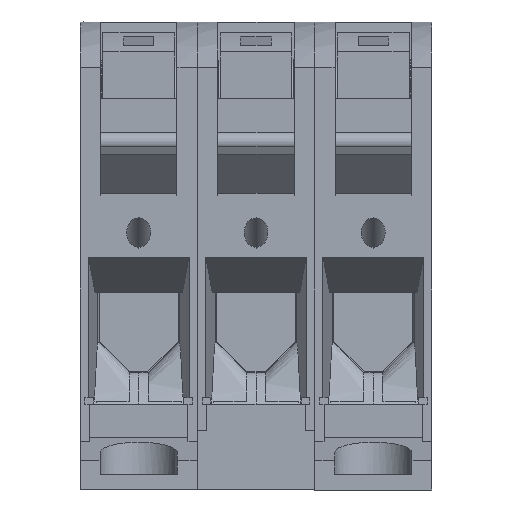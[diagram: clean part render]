
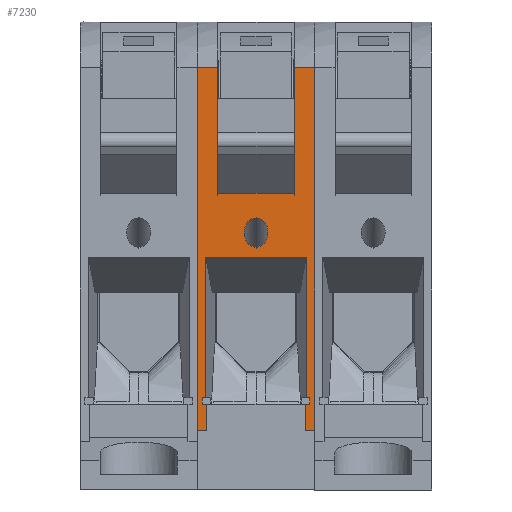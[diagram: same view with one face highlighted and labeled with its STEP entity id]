
A CAD part, front view. The second image highlights one B-rep face of the part: STEP entity #7230.
In plain terms, the highlighted face is planar.
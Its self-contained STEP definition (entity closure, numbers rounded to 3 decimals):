
#4440=CARTESIAN_POINT('',(-46.016,-81.617,
0.));
#4450=VERTEX_POINT('',#4440);
#4870=CARTESIAN_POINT('',(-46.016,-81.617,
25.));
#4880=DIRECTION('',(0.,0.,-1.));
#4890=VECTOR('',#4880,1.);
#4900=LINE('',#4870,#4890);
#4910=CARTESIAN_POINT('',(-46.016,-81.617,
4.35));
#4920=VERTEX_POINT('',#4910);
#4930=EDGE_CURVE('',#4920,#4450,#4900,.T.);
#5170=CARTESIAN_POINT('',(-46.016,-81.617,
20.65));
#5180=VERTEX_POINT('',#5170);
#5210=CARTESIAN_POINT('',(-46.016,-81.617,
25.));
#5220=VERTEX_POINT('',#5210);
#5230=EDGE_CURVE('',#5220,#5180,#4900,.T.);
#5510=CARTESIAN_POINT('',(-46.016,-81.617,
25.));
#5520=DIRECTION('',(1.,0.,0.));
#5530=DIRECTION('',(0.,-1.,0.));
#5540=AXIS2_PLACEMENT_3D('',#5510,#5520,#5530);
#5550=PLANE('',#5540);
#5560=CARTESIAN_POINT('',(-46.016,-46.436,
12.5));
#5570=DIRECTION('',(1.,0.,0.));
#5580=DIRECTION('',(0.,-1.,0.));
#5590=AXIS2_PLACEMENT_3D('',#5560,#5570,#5580);
#5600=ELLIPSE('',#5590,3.113,2.55);
#5610=CARTESIAN_POINT('',(-46.016,-43.323,
12.5));
#5620=VERTEX_POINT('',#5610);
#5630=CARTESIAN_POINT('',(-46.016,-49.549,
12.5));
#5640=VERTEX_POINT('',#5630);
#5650=EDGE_CURVE('',#5620,#5640,#5600,.T.);
#5660=ORIENTED_EDGE('',*,*,#5650,.T.);
#5670=CARTESIAN_POINT('',(-46.016,-49.495,
12.025));
#5680=VERTEX_POINT('',#5670);
#5690=EDGE_CURVE('',#5680,#5620,#5600,.T.);
#5700=ORIENTED_EDGE('',*,*,#5690,.T.);
#5710=EDGE_CURVE('',#5640,#5680,#5600,.T.);
#5720=ORIENTED_EDGE('',*,*,#5710,.T.);
#5730=EDGE_LOOP('',(#5720,#5700,#5660));
#5740=FACE_BOUND('',#5730,.T.);
#5750=CARTESIAN_POINT('',(-46.016,-49.182,
0.));
#5760=DIRECTION('',(0.,-1.,0.));
#5770=VECTOR('',#5760,1.);
#5780=LINE('',#5750,#5770);
#5790=CARTESIAN_POINT('',(-46.016,-4.161,
0.));
#5800=VERTEX_POINT('',#5790);
#5810=CARTESIAN_POINT('',(-46.016,-5.561,
0.));
#5820=VERTEX_POINT('',#5810);
#5830=EDGE_CURVE('',#5800,#5820,#5780,.T.);
#5840=ORIENTED_EDGE('',*,*,#5830,.T.);
#5850=CARTESIAN_POINT('',(-46.016,-4.161,
-23.));
#5860=DIRECTION('',(0.,0.,1.));
#5870=VECTOR('',#5860,1.);
#5880=LINE('',#5850,#5870);
#5890=CARTESIAN_POINT('',(-46.016,-4.161,
2.));
#5900=VERTEX_POINT('',#5890);
#5910=EDGE_CURVE('',#5800,#5900,#5880,.T.);
#5920=ORIENTED_EDGE('',*,*,#5910,.F.);
#5930=CARTESIAN_POINT('',(-46.016,0.,
2.));
#5940=DIRECTION('',(0.,1.,0.));
#5950=VECTOR('',#5940,1.);
#5960=LINE('',#5930,#5950);
#5970=CARTESIAN_POINT('',(-46.016,-9.846,
2.));
#5980=VERTEX_POINT('',#5970);
#5990=EDGE_CURVE('',#5980,#5900,#5960,.T.);
#6000=ORIENTED_EDGE('',*,*,#5990,.T.);
#6010=CARTESIAN_POINT('',(-46.016,-9.846,
25.));
#6020=DIRECTION('',(0.,0.,-1.));
#6030=VECTOR('',#6020,1.);
#6040=LINE('',#6010,#6030);
#6050=CARTESIAN_POINT('',(-46.016,-9.846,
1.));
#6060=VERTEX_POINT('',#6050);
#6070=EDGE_CURVE('',#5980,#6060,#6040,.T.);
#6080=ORIENTED_EDGE('',*,*,#6070,.F.);
#6090=CARTESIAN_POINT('',(-46.016,0.,
1.));
#6100=DIRECTION('',(0.,-1.,0.));
#6110=VECTOR('',#6100,1.);
#6120=LINE('',#6090,#6110);
#6130=CARTESIAN_POINT('',(-46.016,-11.246,
1.));
#6140=VERTEX_POINT('',#6130);
#6150=EDGE_CURVE('',#6060,#6140,#6120,.T.);
#6160=ORIENTED_EDGE('',*,*,#6150,.F.);
#6170=CARTESIAN_POINT('',(-46.016,-11.246,
25.));
#6180=DIRECTION('',(0.,0.,-1.));
#6190=VECTOR('',#6180,1.);
#6200=LINE('',#6170,#6190);
#6210=CARTESIAN_POINT('',(-46.016,-11.246,
1.757));
#6220=VERTEX_POINT('',#6210);
#6230=EDGE_CURVE('',#6220,#6140,#6200,.T.);
#6240=ORIENTED_EDGE('',*,*,#6230,.T.);
#6250=CARTESIAN_POINT('',(-46.016,0.,
1.757));
#6260=DIRECTION('',(0.,1.,0.));
#6270=VECTOR('',#6260,1.);
#6280=LINE('',#6250,#6270);
#6290=CARTESIAN_POINT('',(-46.016,-41.126,
1.757));
#6300=VERTEX_POINT('',#6290);
#6310=EDGE_CURVE('',#6300,#6220,#6280,.T.);
#6320=ORIENTED_EDGE('',*,*,#6310,.T.);
#6330=CARTESIAN_POINT('',(-46.016,-41.126,
25.));
#6340=DIRECTION('',(0.,0.,-1.));
#6350=VECTOR('',#6340,1.);
#6360=LINE('',#6330,#6350);
#6370=CARTESIAN_POINT('',(-46.016,-41.126,
23.243));
#6380=VERTEX_POINT('',#6370);
#6390=EDGE_CURVE('',#6380,#6300,#6360,.T.);
#6400=ORIENTED_EDGE('',*,*,#6390,.T.);
#6410=CARTESIAN_POINT('',(-46.016,0.,
23.243));
#6420=DIRECTION('',(0.,1.,0.));
#6430=VECTOR('',#6420,1.);
#6440=LINE('',#6410,#6430);
#6450=CARTESIAN_POINT('',(-46.016,-11.246,
23.243));
#6460=VERTEX_POINT('',#6450);
#6470=EDGE_CURVE('',#6380,#6460,#6440,.T.);
#6480=ORIENTED_EDGE('',*,*,#6470,.F.);
#6490=CARTESIAN_POINT('',(-46.016,-11.246,
25.));
#6500=DIRECTION('',(0.,0.,-1.));
#6510=VECTOR('',#6500,1.);
#6520=LINE('',#6490,#6510);
#6530=CARTESIAN_POINT('',(-46.016,-11.246,
24.));
#6540=VERTEX_POINT('',#6530);
#6550=EDGE_CURVE('',#6540,#6460,#6520,.T.);
#6560=ORIENTED_EDGE('',*,*,#6550,.T.);
#6570=CARTESIAN_POINT('',(-46.016,0.,
24.));
#6580=DIRECTION('',(0.,-1.,0.));
#6590=VECTOR('',#6580,1.);
#6600=LINE('',#6570,#6590);
#6610=CARTESIAN_POINT('',(-46.016,-9.846,
24.));
#6620=VERTEX_POINT('',#6610);
#6630=EDGE_CURVE('',#6620,#6540,#6600,.T.);
#6640=ORIENTED_EDGE('',*,*,#6630,.T.);
#6650=CARTESIAN_POINT('',(-46.016,-9.846,
23.));
#6660=VERTEX_POINT('',#6650);
#6670=EDGE_CURVE('',#6620,#6660,#6040,.T.);
#6680=ORIENTED_EDGE('',*,*,#6670,.F.);
#6690=CARTESIAN_POINT('',(-46.016,0.,
23.));
#6700=DIRECTION('',(0.,1.,0.));
#6710=VECTOR('',#6700,1.);
#6720=LINE('',#6690,#6710);
#6730=CARTESIAN_POINT('',(-46.016,-4.161,
23.));
#6740=VERTEX_POINT('',#6730);
#6750=EDGE_CURVE('',#6660,#6740,#6720,.T.);
#6760=ORIENTED_EDGE('',*,*,#6750,.F.);
#6770=CARTESIAN_POINT('',(-46.016,-4.161,
2.));
#6780=DIRECTION('',(0.,0.,1.));
#6790=VECTOR('',#6780,1.);
#6800=LINE('',#6770,#6790);
#6810=CARTESIAN_POINT('',(-46.016,-4.161,
25.));
#6820=VERTEX_POINT('',#6810);
#6830=EDGE_CURVE('',#6740,#6820,#6800,.T.);
#6840=ORIENTED_EDGE('',*,*,#6830,.F.);
#6850=CARTESIAN_POINT('',(-46.016,-49.182,
25.));
#6860=DIRECTION('',(0.,-1.,0.));
#6870=VECTOR('',#6860,1.);
#6880=LINE('',#6850,#6870);
#6890=EDGE_CURVE('',#6820,#5220,#6880,.T.);
#6900=ORIENTED_EDGE('',*,*,#6890,.F.);
#6910=ORIENTED_EDGE('',*,*,#5230,.F.);
#6920=CARTESIAN_POINT('',(-46.016,0.,
20.65));
#6930=DIRECTION('',(0.,1.,0.));
#6940=VECTOR('',#6930,1.);
#6950=LINE('',#6920,#6940);
#6960=CARTESIAN_POINT('',(-46.016,-54.848,
20.65));
#6970=VERTEX_POINT('',#6960);
#6980=EDGE_CURVE('',#5180,#6970,#6950,.T.);
#6990=ORIENTED_EDGE('',*,*,#6980,.F.);
#7000=CARTESIAN_POINT('',(-46.016,-54.848,
25.));
#7010=DIRECTION('',(0.,0.,1.));
#7020=VECTOR('',#7010,1.);
#7030=LINE('',#7000,#7020);
#7040=CARTESIAN_POINT('',(-46.016,-54.848,
4.35));
#7050=VERTEX_POINT('',#7040);
#7060=EDGE_CURVE('',#7050,#6970,#7030,.T.);
#7070=ORIENTED_EDGE('',*,*,#7060,.T.);
#7080=CARTESIAN_POINT('',(-46.016,0.,
4.35));
#7090=DIRECTION('',(0.,-1.,0.));
#7100=VECTOR('',#7090,1.);
#7110=LINE('',#7080,#7100);
#7120=EDGE_CURVE('',#7050,#4920,#7110,.T.);
#7130=ORIENTED_EDGE('',*,*,#7120,.F.);
#7140=ORIENTED_EDGE('',*,*,#4930,.F.);
#7150=CARTESIAN_POINT('',(-46.016,-49.182,
0.));
#7160=DIRECTION('',(0.,-1.,0.));
#7170=VECTOR('',#7160,1.);
#7180=LINE('',#7150,#7170);
#7190=EDGE_CURVE('',#5820,#4450,#7180,.T.);
#7200=ORIENTED_EDGE('',*,*,#7190,.T.);
#7210=EDGE_LOOP('',(#7200,#7140,#7130,#7070,#6990,#6910,#6900,#6840,
#6760,#6680,#6640,#6560,#6480,#6400,#6320,#6240,#6160,#6080,#6000,#5920,
#5840));
#7220=FACE_OUTER_BOUND('',#7210,.T.);
#7230=ADVANCED_FACE('',(#5740,#7220),#5550,.F.);
